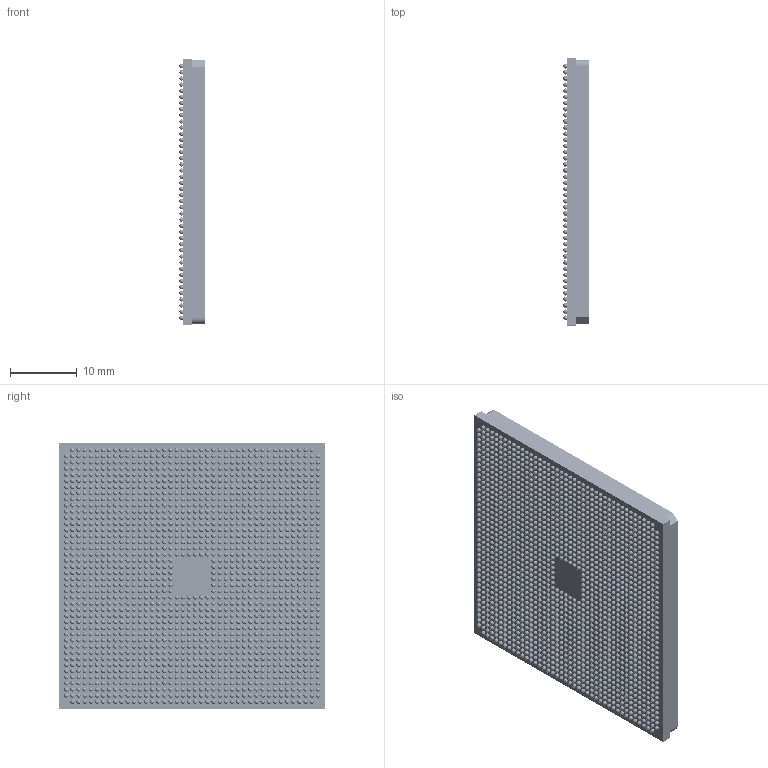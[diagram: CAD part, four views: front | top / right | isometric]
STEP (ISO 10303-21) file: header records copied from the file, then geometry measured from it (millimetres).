
FILE_DESCRIPTION((''),'2;1');
FILE_NAME('00_OBG0279_VSVD1760_VC2802_ASSY_ASM','2022-05-23T13:48:21',('dino'),(''),'CREO PARAMETRIC BY PTC INC, 2020342','CREO PARAMETRIC BY PTC INC, 2020342','');
FILE_SCHEMA(('AUTOMOTIVE_DESIGN { 1 0 10303 214 1 1 1 1 }'));
Length unit declared in the file: millimetre
Products named in the file (8): SUBSTRATE_1; ADHESIVE; STIFFENER; DIE; BGA; BGA_1; BGA_ASSY_1_ASM; 00_OBG0279_VSVD1760_VC2802_ASSY_ASM
Assembly tree (1729 placements, depth 3):
  00_OBG0279_VSVD1760_VC2802_ASSY_ASM
    SUBSTRATE_1
    ADHESIVE
    STIFFENER
    DIE
    BGA_ASSY_1_ASM
      BGA  x862
      BGA_1  x862
Bounding box: 3.8 x 40 x 40 mm (x, y, z)
Volume: 4031.5 mm3; surface area: 10644.7 mm2
Topology: 1728 solids, 1729 shells, 3555 faces, 10626 edges, 3628 vertices
Faces by surface type: sphere 3448, plane 61, cylinder 38, bspline 8
Entity records: 32385 total; most frequent: DIRECTION 7478, CARTESIAN_POINT 6297, AXIS2_PLACEMENT_3D 3646, PROPERTY_DEFINITION 1779, REPRESENTATION 1772, PROPERTY_DEFINITION_REPRESENTATION 1772, PRODUCT_DEFINITION_SHAPE 1737, ITEM_DEFINED_TRANSFORMATION 1729
